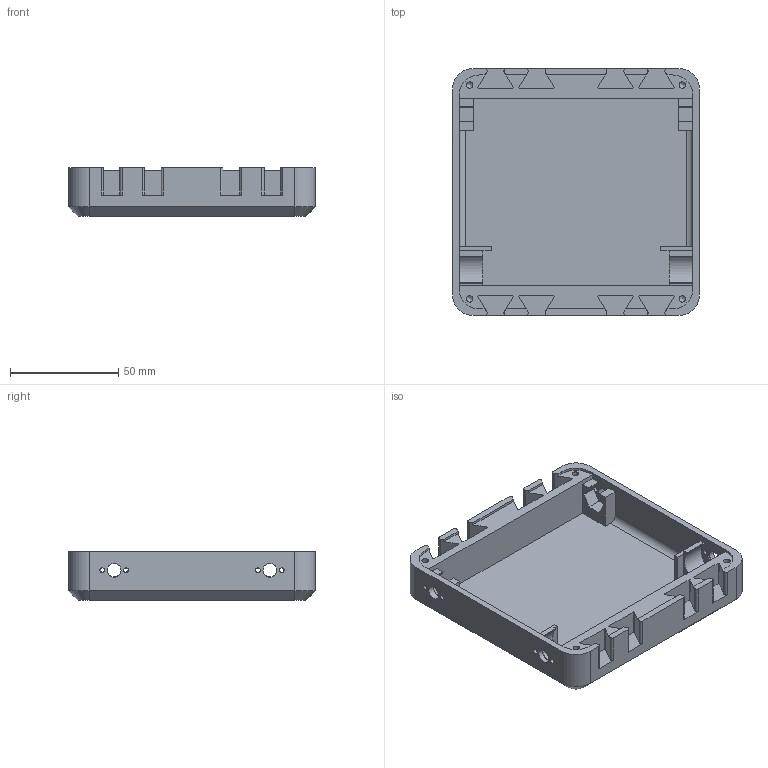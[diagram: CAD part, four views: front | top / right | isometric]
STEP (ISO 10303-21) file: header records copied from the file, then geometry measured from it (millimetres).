
FILE_DESCRIPTION(/* description */ (''),/* implementation_level */ '2;1');
FILE_NAME(/* name */ 'BeginnerBuggy_c2_v12_base.step',/* time_stamp */ '2025-06-14T14:38:39-04:00',/* author */ (''),/* organization */ (''),/* preprocessor_version */ 'ST-DEVELOPER v20.1',/* originating_system */ 'Autodesk Translation Framework v14.10.0.0',/* authorisation */ '');
FILE_SCHEMA (('AUTOMOTIVE_DESIGN { 1 0 10303 214 3 1 1 }'));
Length unit declared in the file: millimetre
Products named in the file (1): RobotBody
Bounding box: 114.3 x 114.3 x 22.65 mm (x, y, z)
Volume: 95525.6 mm3; surface area: 46698.2 mm2
Topology: 1 solids, 1 shells, 198 faces, 559 edges, 365 vertices
Faces by surface type: plane 136, cylinder 51, cone 11
Full cylindrical faces by diameter (mm): 2.286 x8, 3 x4, 6.35 x4, 7.2 x2
Entity records: 6423 total; most frequent: CARTESIAN_POINT 1124, ORIENTED_EDGE 1110, DIRECTION 1072, EDGE_CURVE 555, LINE 434, VECTOR 434, VERTEX_POINT 365, AXIS2_PLACEMENT_3D 319
